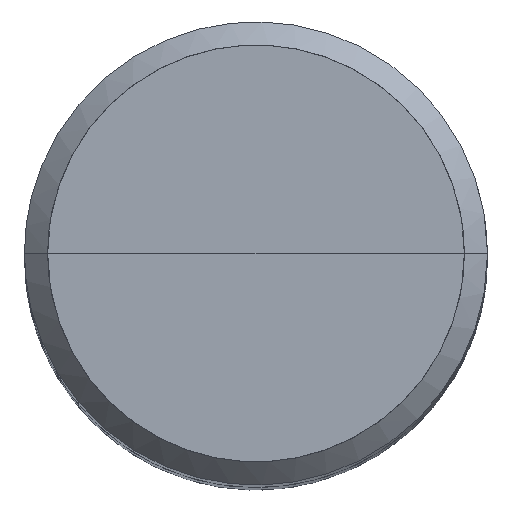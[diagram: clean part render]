
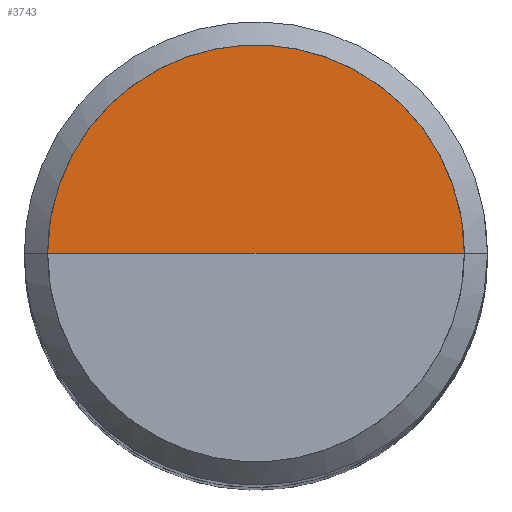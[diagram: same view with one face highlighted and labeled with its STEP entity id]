
A CAD part, top view. The second image highlights one B-rep face of the part: STEP entity #3743.
In plain terms, the highlighted free-form (B-spline) face has degree [1, 2] with [2, 5] control points.
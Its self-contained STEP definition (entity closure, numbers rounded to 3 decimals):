
#3455=CARTESIAN_POINT('',(9.0,0.0,55.725));
#3456=CARTESIAN_POINT('',(9.0,9.0,55.725));
#3457=CARTESIAN_POINT('',(0.0,9.0,55.725));
#3458=CARTESIAN_POINT('',(-9.0,9.0,55.725));
#3459=CARTESIAN_POINT('',(-9.0,0.0,55.725));
#3460=CARTESIAN_POINT('',(0.0,0.0,55.725));
#3728=(
BOUNDED_SURFACE()
B_SPLINE_SURFACE(1,2,(
(#3455,#3456,#3457,#3458,#3459),
(#3460,#3460,#3460,#3460,#3460)
), .UNSPECIFIED.,.F.,.F.,.F.)
B_SPLINE_SURFACE_WITH_KNOTS((2,2),(3,2,3),(
0.0,1.0),(
0.0,0.5,1.0), .UNSPECIFIED.)
GEOMETRIC_REPRESENTATION_ITEM()
RATIONAL_B_SPLINE_SURFACE(((1.0,0.707,1.0,0.707,1.0),
(1.0,0.707,1.0,0.707,1.0)
))
REPRESENTATION_ITEM('')
SURFACE()
);
#3729=(
BOUNDED_CURVE()
B_SPLINE_CURVE(1,(#3460,#3455),.UNSPECIFIED.,.F.,.F.)
B_SPLINE_CURVE_WITH_KNOTS((2,2),
(0.0,1.0),.UNSPECIFIED.)
CURVE()
GEOMETRIC_REPRESENTATION_ITEM()
RATIONAL_B_SPLINE_CURVE((1.0,1.0))
REPRESENTATION_ITEM('')
);
#3730=(
BOUNDED_CURVE()
B_SPLINE_CURVE(2,(#3455,#3456,#3457,#3458,#3459),.UNSPECIFIED.,.F.,.F.)
B_SPLINE_CURVE_WITH_KNOTS((3,2,3),
(0.0,0.5,1.0),.UNSPECIFIED.)
CURVE()
GEOMETRIC_REPRESENTATION_ITEM()
RATIONAL_B_SPLINE_CURVE((1.0,0.707,1.0,0.707,1.0))
REPRESENTATION_ITEM('')
);
#3731=(
BOUNDED_CURVE()
B_SPLINE_CURVE(1,(#3459,#3460),.UNSPECIFIED.,.F.,.F.)
B_SPLINE_CURVE_WITH_KNOTS((2,2),
(0.0,1.0),.UNSPECIFIED.)
CURVE()
GEOMETRIC_REPRESENTATION_ITEM()
RATIONAL_B_SPLINE_CURVE((1.0,1.0))
REPRESENTATION_ITEM('')
);
#3732=VERTEX_POINT('',#3455);
#3733=VERTEX_POINT('',#3459);
#3734=VERTEX_POINT('',#3460);
#3735=EDGE_CURVE('',#3734,#3732,#3729,.T.);
#3736=EDGE_CURVE('',#3732,#3733,#3730,.T.);
#3737=EDGE_CURVE('',#3733,#3734,#3731,.T.);
#3738=ORIENTED_EDGE('',*,*,#3735,.T.);
#3739=ORIENTED_EDGE('',*,*,#3736,.T.);
#3740=ORIENTED_EDGE('',*,*,#3737,.T.);
#3741=EDGE_LOOP('',(#3738,#3739,#3740));
#3742=FACE_OUTER_BOUND('',#3741,.T.);
#3743=ADVANCED_FACE('',(#3742),#3728,.T.);
